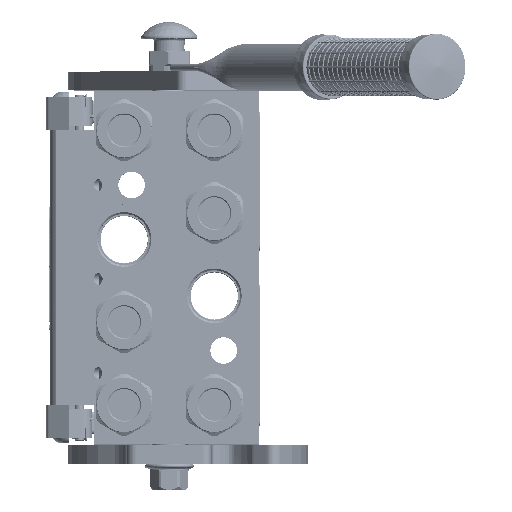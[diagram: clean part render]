
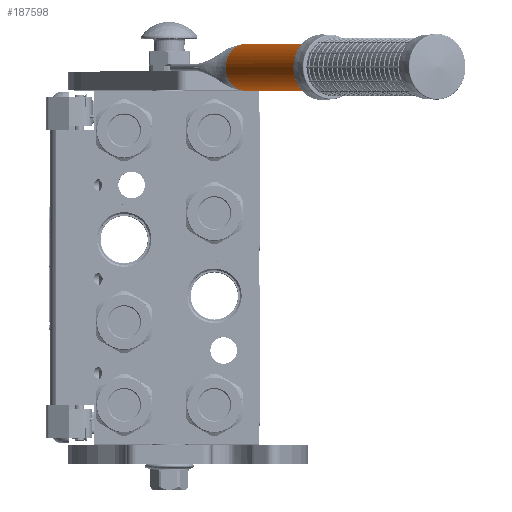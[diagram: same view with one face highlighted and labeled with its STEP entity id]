
A CAD part, top view. The second image highlights one B-rep face of the part: STEP entity #187598.
In plain terms, the highlighted cylindrical face has radius 12.5 mm (diameter 25 mm), a partial arc.
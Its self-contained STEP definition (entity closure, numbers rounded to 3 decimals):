
#2774 = LINE ( 'NONE', #109553, #123456 ) ;
#4733 = EDGE_CURVE ( 'NONE', #28829, #207449, #68637, .T. ) ;
#8642 = CIRCLE ( 'NONE', #91848, 12.5 ) ;
#11032 = CARTESIAN_POINT ( 'NONE',  ( -12.456, 0.096, -1.087 ) ) ;
#12288 = CARTESIAN_POINT ( 'NONE',  ( 12.426, 0., -1.36 ) ) ;
#13042 = CARTESIAN_POINT ( 'NONE',  ( 12.467, 0.131, -0.91 ) ) ;
#14544 = CARTESIAN_POINT ( 'NONE',  ( 12.479, 0.172, -0.721 ) ) ;
#14690 = B_SPLINE_CURVE_WITH_KNOTS ( 'NONE', 3,
 ( #12288, #79748, #219858, #173027, #50532, #68934, #137911, #13042, #84265, #156230, #65921, #121037, #14544, #225918, #82763, #153206 ),
 .UNSPECIFIED., .F., .F.,
 ( 4, 2, 1, 2, 2, 1, 2, 2, 4 ),
 ( 0., 0.25, 0.313, 0.328, 0.344, 0.375, 0.438, 0.5, 1. ),
 .UNSPECIFIED. ) ;
#25034 = CARTESIAN_POINT ( 'NONE',  ( 12.5, 0.24, 0. ) ) ;
#25676 = EDGE_CURVE ( 'NONE', #59208, #207449, #143315, .T. ) ;
#28829 = VERTEX_POINT ( 'NONE', #46525 ) ;
#30128 = CARTESIAN_POINT ( 'NONE',  ( -12.472, 0.146, -0.859 ) ) ;
#34885 = CARTESIAN_POINT ( 'NONE',  ( -12.5, 0.24, 0. ) ) ;
#36406 = EDGE_CURVE ( 'NONE', #76636, #57386, #14690, .T. ) ;
#39280 = ORIENTED_EDGE ( 'NONE', *, *, #145406, .F. ) ;
#40282 = CARTESIAN_POINT ( 'NONE',  ( -12.426, 0., -1.36 ) ) ;
#46147 = EDGE_CURVE ( 'NONE', #76636, #28829, #172821, .T. ) ;
#46525 = CARTESIAN_POINT ( 'NONE',  ( 0., 0., -12.5 ) ) ;
#47702 = CARTESIAN_POINT ( 'NONE',  ( -12.481, 0.178, -0.683 ) ) ;
#49173 = EDGE_LOOP ( 'NONE', ( #205039, #138717, #92052, #128369, #102418, #39280, #56204 ) ) ;
#49300 = AXIS2_PLACEMENT_3D ( 'NONE', #219140, #130391, #60657 ) ;
#50532 = CARTESIAN_POINT ( 'NONE',  ( 12.464, 0.121, -0.953 ) ) ;
#51475 = CARTESIAN_POINT ( 'NONE',  ( 0., 0., 0. ) ) ;
#56204 = ORIENTED_EDGE ( 'NONE', *, *, #36406, .F. ) ;
#57386 = VERTEX_POINT ( 'NONE', #25034 ) ;
#59208 = VERTEX_POINT ( 'NONE', #34885 ) ;
#60657 = DIRECTION ( 'NONE',  ( 0.994, 0., -0.109 ) ) ;
#61595 = FACE_OUTER_BOUND ( 'NONE', #49173, .T. ) ;
#62956 = CARTESIAN_POINT ( 'NONE',  ( 12.5, 0.24, 0. ) ) ;
#64159 = AXIS2_PLACEMENT_3D ( 'NONE', #51475, #188633, #173971 ) ;
#65921 = CARTESIAN_POINT ( 'NONE',  ( 12.474, 0.155, -0.804 ) ) ;
#68637 = CIRCLE ( 'NONE', #49300, 12.5 ) ;
#68934 = CARTESIAN_POINT ( 'NONE',  ( 12.466, 0.127, -0.927 ) ) ;
#70607 = CARTESIAN_POINT ( 'NONE',  ( 12.426, 0., -1.36 ) ) ;
#76636 = VERTEX_POINT ( 'NONE', #70607 ) ;
#77938 = CARTESIAN_POINT ( 'NONE',  ( -12.5, 198., 0. ) ) ;
#79748 = CARTESIAN_POINT ( 'NONE',  ( 12.441, 0.049, -1.219 ) ) ;
#80722 = CARTESIAN_POINT ( 'NONE',  ( -12.5, 0.24, -0.108 ) ) ;
#82763 = CARTESIAN_POINT ( 'NONE',  ( 12.5, 0.24, -0.216 ) ) ;
#84265 = CARTESIAN_POINT ( 'NONE',  ( 12.468, 0.136, -0.889 ) ) ;
#91848 = AXIS2_PLACEMENT_3D ( 'NONE', #179808, #93992, #198172 ) ;
#92052 = ORIENTED_EDGE ( 'NONE', *, *, #25676, .F. ) ;
#93992 = DIRECTION ( 'NONE',  ( 0., 1., 0. ) ) ;
#98324 = CARTESIAN_POINT ( 'NONE',  ( -12.484, 0.186, -0.638 ) ) ;
#99813 = CARTESIAN_POINT ( 'NONE',  ( -12.499, 0.235, -0.221 ) ) ;
#102418 = ORIENTED_EDGE ( 'NONE', *, *, #111627, .F. ) ;
#109553 = CARTESIAN_POINT ( 'NONE',  ( -12.5, 0.24, 0. ) ) ;
#111170 = AXIS2_PLACEMENT_3D ( 'NONE', #128045, #162447, #112648 ) ;
#111627 = EDGE_CURVE ( 'NONE', #115494, #163063, #8642, .T. ) ;
#112648 = DIRECTION ( 'NONE',  ( 1., 0., 0. ) ) ;
#115494 = VERTEX_POINT ( 'NONE', #169118 ) ;
#115969 = CARTESIAN_POINT ( 'NONE',  ( -12.481, 0.178, -0.688 ) ) ;
#117461 = CARTESIAN_POINT ( 'NONE',  ( -12.488, 0.202, -0.541 ) ) ;
#121037 = CARTESIAN_POINT ( 'NONE',  ( 12.478, 0.167, -0.748 ) ) ;
#123456 = VECTOR ( 'NONE', #211448, 1000. ) ;
#128045 = CARTESIAN_POINT ( 'NONE',  ( 0., 0., 0. ) ) ;
#128369 = ORIENTED_EDGE ( 'NONE', *, *, #162532, .T. ) ;
#130391 = DIRECTION ( 'NONE',  ( 0., 1., 0. ) ) ;
#132115 = CARTESIAN_POINT ( 'NONE',  ( -12.482, 0.18, -0.676 ) ) ;
#133609 = CARTESIAN_POINT ( 'NONE',  ( -12.426, 0., -1.36 ) ) ;
#134192 = DIRECTION ( 'NONE',  ( 0., 1., 0. ) ) ;
#137911 = CARTESIAN_POINT ( 'NONE',  ( 12.466, 0.13, -0.917 ) ) ;
#138717 = ORIENTED_EDGE ( 'NONE', *, *, #4733, .T. ) ;
#143315 = B_SPLINE_CURVE_WITH_KNOTS ( 'NONE', 3,
 ( #220847, #80722, #99813, #203239, #170213, #117461, #222350, #98324, #151187, #132115, #47702, #115969, #30128, #11032, #133609 ),
 .UNSPECIFIED., .F., .F.,
 ( 4, 2, 2, 1, 1, 1, 2, 2, 4 ),
 ( 0., 0.25, 0.375, 0.438, 0.469, 0.484, 0.492, 0.5, 1. ),
 .UNSPECIFIED. ) ;
#145406 = EDGE_CURVE ( 'NONE', #57386, #115494, #178115, .T. ) ;
#151187 = CARTESIAN_POINT ( 'NONE',  ( -12.482, 0.182, -0.665 ) ) ;
#153206 = CARTESIAN_POINT ( 'NONE',  ( 12.5, 0.24, 0. ) ) ;
#156230 = CARTESIAN_POINT ( 'NONE',  ( 12.471, 0.146, -0.847 ) ) ;
#162447 = DIRECTION ( 'NONE',  ( 0., -1., 0. ) ) ;
#162532 = EDGE_CURVE ( 'NONE', #59208, #163063, #2774, .T. ) ;
#163063 = VERTEX_POINT ( 'NONE', #77938 ) ;
#169118 = CARTESIAN_POINT ( 'NONE',  ( 12.5, 198., 0. ) ) ;
#170213 = CARTESIAN_POINT ( 'NONE',  ( -12.492, 0.214, -0.452 ) ) ;
#170951 = CYLINDRICAL_SURFACE ( 'NONE', #111170, 12.5 ) ;
#172821 = CIRCLE ( 'NONE', #64159, 12.5 ) ;
#173027 = CARTESIAN_POINT ( 'NONE',  ( 12.461, 0.114, -0.981 ) ) ;
#173971 = DIRECTION ( 'NONE',  ( 0.994, 0., -0.109 ) ) ;
#178115 = LINE ( 'NONE', #62956, #197256 ) ;
#179808 = CARTESIAN_POINT ( 'NONE',  ( 0., 198., 0. ) ) ;
#187598 = ADVANCED_FACE ( 'NONE', ( #61595 ), #170951, .T. ) ;
#188633 = DIRECTION ( 'NONE',  ( 0., 1., 0. ) ) ;
#197256 = VECTOR ( 'NONE', #134192, 1000. ) ;
#198172 = DIRECTION ( 'NONE',  ( 1., 0., 0. ) ) ;
#203239 = CARTESIAN_POINT ( 'NONE',  ( -12.494, 0.22, -0.394 ) ) ;
#205039 = ORIENTED_EDGE ( 'NONE', *, *, #46147, .T. ) ;
#207449 = VERTEX_POINT ( 'NONE', #40282 ) ;
#211448 = DIRECTION ( 'NONE',  ( 0., 1., 0. ) ) ;
#219140 = CARTESIAN_POINT ( 'NONE',  ( 0., 0., 0. ) ) ;
#219858 = CARTESIAN_POINT ( 'NONE',  ( 12.452, 0.083, -1.1 ) ) ;
#220847 = CARTESIAN_POINT ( 'NONE',  ( -12.5, 0.24, 0. ) ) ;
#222350 = CARTESIAN_POINT ( 'NONE',  ( -12.486, 0.195, -0.586 ) ) ;
#225918 = CARTESIAN_POINT ( 'NONE',  ( 12.494, 0.221, -0.449 ) ) ;
